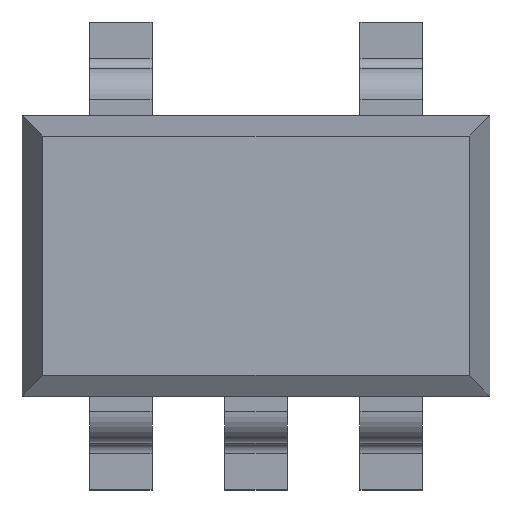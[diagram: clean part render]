
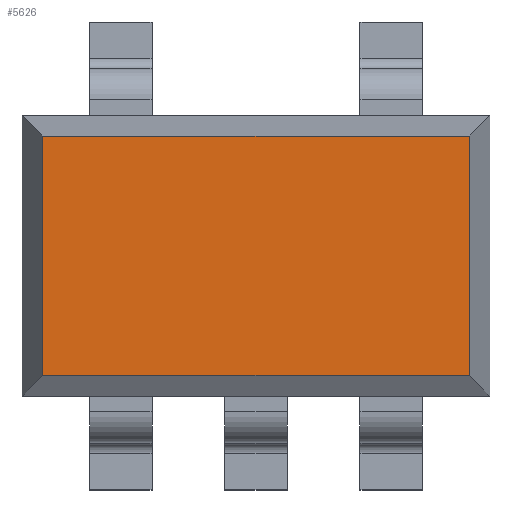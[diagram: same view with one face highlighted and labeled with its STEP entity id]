
A CAD part, top view. The second image highlights one B-rep face of the part: STEP entity #5626.
In plain terms, the highlighted planar face has unit normal (0, 0, 1).
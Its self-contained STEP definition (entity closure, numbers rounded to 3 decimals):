
#5011 = PLANE('',#5012);
#5012 = AXIS2_PLACEMENT_3D('',#5013,#5014,#5015);
#5013 = CARTESIAN_POINT('',(-1.125,0.625,0.325));
#5014 = DIRECTION('',(0.,0.962,0.275)
  );
#5015 = DIRECTION('',(-1.,0.,0.));
#5124 = PLANE('',#5125);
#5125 = AXIS2_PLACEMENT_3D('',#5126,#5127,#5128);
#5126 = CARTESIAN_POINT('',(-1.075,-0.675,0.325));
#5127 = DIRECTION('',(-0.962,0.,0.275
    ));
#5128 = DIRECTION('',(0.,-1.,0.));
#5248 = VERTEX_POINT('',#5249);
#5249 = CARTESIAN_POINT('',(-1.025,0.575,0.5));
#5272 = VERTEX_POINT('',#5273);
#5273 = CARTESIAN_POINT('',(1.025,0.575,0.5));
#5287 = PLANE('',#5288);
#5288 = AXIS2_PLACEMENT_3D('',#5289,#5290,#5291);
#5289 = CARTESIAN_POINT('',(1.075,0.675,0.325));
#5290 = DIRECTION('',(0.962,0.,0.275)
  );
#5291 = DIRECTION('',(0.,1.,0.));
#5299 = EDGE_CURVE('',#5248,#5272,#5300,.T.);
#5300 = SURFACE_CURVE('',#5301,(#5305,#5312),.PCURVE_S1.);
#5301 = LINE('',#5302,#5303);
#5302 = CARTESIAN_POINT('',(-1.125,0.575,0.5));
#5303 = VECTOR('',#5304,1.);
#5304 = DIRECTION('',(1.,0.,0.));
#5305 = PCURVE('',#5011,#5306);
#5306 = DEFINITIONAL_REPRESENTATION('',(#5307),#5311);
#5307 = LINE('',#5308,#5309);
#5308 = CARTESIAN_POINT('',(0.,0.182));
#5309 = VECTOR('',#5310,1.);
#5310 = DIRECTION('',(-1.,0.));
#5311 = ( GEOMETRIC_REPRESENTATION_CONTEXT(2) 
PARAMETRIC_REPRESENTATION_CONTEXT() REPRESENTATION_CONTEXT('2D SPACE',''
  ) );
#5312 = PCURVE('',#5313,#5318);
#5313 = PLANE('',#5314);
#5314 = AXIS2_PLACEMENT_3D('',#5315,#5316,#5317);
#5315 = CARTESIAN_POINT('',(-1.125,0.675,0.5));
#5316 = DIRECTION('',(0.,0.,1.));
#5317 = DIRECTION('',(1.,0.,0.));
#5318 = DEFINITIONAL_REPRESENTATION('',(#5319),#5323);
#5319 = LINE('',#5320,#5321);
#5320 = CARTESIAN_POINT('',(0.,-0.1));
#5321 = VECTOR('',#5322,1.);
#5322 = DIRECTION('',(1.,0.));
#5323 = ( GEOMETRIC_REPRESENTATION_CONTEXT(2) 
PARAMETRIC_REPRESENTATION_CONTEXT() REPRESENTATION_CONTEXT('2D SPACE',''
  ) );
#5414 = PLANE('',#5415);
#5415 = AXIS2_PLACEMENT_3D('',#5416,#5417,#5418);
#5416 = CARTESIAN_POINT('',(1.125,-0.625,0.325));
#5417 = DIRECTION('',(0.,-0.962,0.275
    ));
#5418 = DIRECTION('',(1.,0.,0.));
#5506 = VERTEX_POINT('',#5507);
#5507 = CARTESIAN_POINT('',(-1.025,-0.575,0.5));
#5530 = EDGE_CURVE('',#5506,#5248,#5531,.T.);
#5531 = SURFACE_CURVE('',#5532,(#5536,#5543),.PCURVE_S1.);
#5532 = LINE('',#5533,#5534);
#5533 = CARTESIAN_POINT('',(-1.025,-0.675,0.5));
#5534 = VECTOR('',#5535,1.);
#5535 = DIRECTION('',(0.,1.,0.));
#5536 = PCURVE('',#5124,#5537);
#5537 = DEFINITIONAL_REPRESENTATION('',(#5538),#5542);
#5538 = LINE('',#5539,#5540);
#5539 = CARTESIAN_POINT('',(0.,0.182));
#5540 = VECTOR('',#5541,1.);
#5541 = DIRECTION('',(-1.,0.));
#5542 = ( GEOMETRIC_REPRESENTATION_CONTEXT(2) 
PARAMETRIC_REPRESENTATION_CONTEXT() REPRESENTATION_CONTEXT('2D SPACE',''
  ) );
#5543 = PCURVE('',#5313,#5544);
#5544 = DEFINITIONAL_REPRESENTATION('',(#5545),#5549);
#5545 = LINE('',#5546,#5547);
#5546 = CARTESIAN_POINT('',(0.1,-1.35));
#5547 = VECTOR('',#5548,1.);
#5548 = DIRECTION('',(0.,1.));
#5549 = ( GEOMETRIC_REPRESENTATION_CONTEXT(2) 
PARAMETRIC_REPRESENTATION_CONTEXT() REPRESENTATION_CONTEXT('2D SPACE',''
  ) );
#5626 = ADVANCED_FACE('',(#5627),#5313,.T.);
#5627 = FACE_BOUND('',#5628,.T.);
#5628 = EDGE_LOOP('',(#5629,#5630,#5631,#5654));
#5629 = ORIENTED_EDGE('',*,*,#5299,.F.);
#5630 = ORIENTED_EDGE('',*,*,#5530,.F.);
#5631 = ORIENTED_EDGE('',*,*,#5632,.F.);
#5632 = EDGE_CURVE('',#5633,#5506,#5635,.T.);
#5633 = VERTEX_POINT('',#5634);
#5634 = CARTESIAN_POINT('',(1.025,-0.575,0.5));
#5635 = SURFACE_CURVE('',#5636,(#5640,#5647),.PCURVE_S1.);
#5636 = LINE('',#5637,#5638);
#5637 = CARTESIAN_POINT('',(1.125,-0.575,0.5));
#5638 = VECTOR('',#5639,1.);
#5639 = DIRECTION('',(-1.,0.,0.));
#5640 = PCURVE('',#5313,#5641);
#5641 = DEFINITIONAL_REPRESENTATION('',(#5642),#5646);
#5642 = LINE('',#5643,#5644);
#5643 = CARTESIAN_POINT('',(2.25,-1.25));
#5644 = VECTOR('',#5645,1.);
#5645 = DIRECTION('',(-1.,0.));
#5646 = ( GEOMETRIC_REPRESENTATION_CONTEXT(2) 
PARAMETRIC_REPRESENTATION_CONTEXT() REPRESENTATION_CONTEXT('2D SPACE',''
  ) );
#5647 = PCURVE('',#5414,#5648);
#5648 = DEFINITIONAL_REPRESENTATION('',(#5649),#5653);
#5649 = LINE('',#5650,#5651);
#5650 = CARTESIAN_POINT('',(0.,0.182));
#5651 = VECTOR('',#5652,1.);
#5652 = DIRECTION('',(-1.,0.));
#5653 = ( GEOMETRIC_REPRESENTATION_CONTEXT(2) 
PARAMETRIC_REPRESENTATION_CONTEXT() REPRESENTATION_CONTEXT('2D SPACE',''
  ) );
#5654 = ORIENTED_EDGE('',*,*,#5655,.F.);
#5655 = EDGE_CURVE('',#5272,#5633,#5656,.T.);
#5656 = SURFACE_CURVE('',#5657,(#5661,#5668),.PCURVE_S1.);
#5657 = LINE('',#5658,#5659);
#5658 = CARTESIAN_POINT('',(1.025,0.675,0.5));
#5659 = VECTOR('',#5660,1.);
#5660 = DIRECTION('',(0.,-1.,0.));
#5661 = PCURVE('',#5313,#5662);
#5662 = DEFINITIONAL_REPRESENTATION('',(#5663),#5667);
#5663 = LINE('',#5664,#5665);
#5664 = CARTESIAN_POINT('',(2.15,0.));
#5665 = VECTOR('',#5666,1.);
#5666 = DIRECTION('',(0.,-1.));
#5667 = ( GEOMETRIC_REPRESENTATION_CONTEXT(2) 
PARAMETRIC_REPRESENTATION_CONTEXT() REPRESENTATION_CONTEXT('2D SPACE',''
  ) );
#5668 = PCURVE('',#5287,#5669);
#5669 = DEFINITIONAL_REPRESENTATION('',(#5670),#5674);
#5670 = LINE('',#5671,#5672);
#5671 = CARTESIAN_POINT('',(0.,0.182));
#5672 = VECTOR('',#5673,1.);
#5673 = DIRECTION('',(-1.,0.));
#5674 = ( GEOMETRIC_REPRESENTATION_CONTEXT(2) 
PARAMETRIC_REPRESENTATION_CONTEXT() REPRESENTATION_CONTEXT('2D SPACE',''
  ) );
